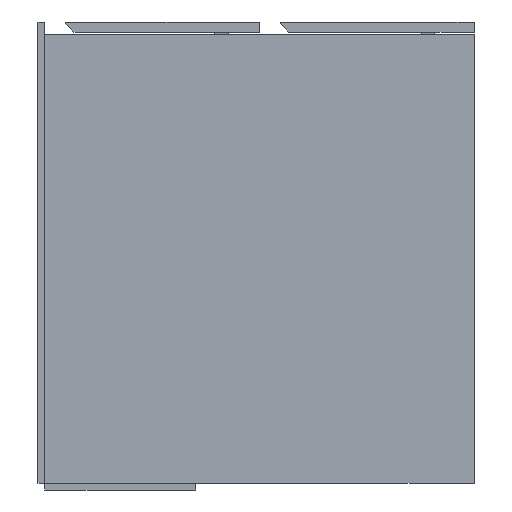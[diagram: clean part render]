
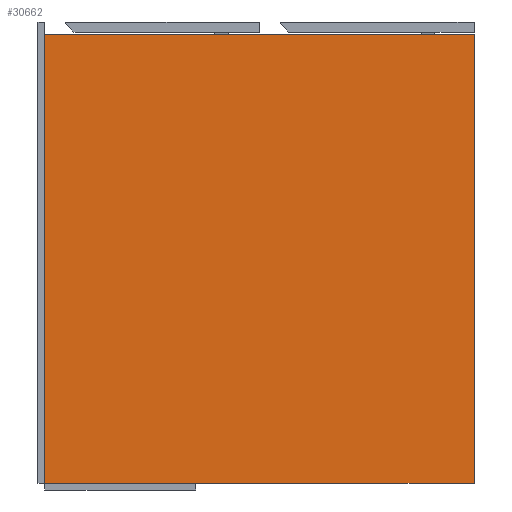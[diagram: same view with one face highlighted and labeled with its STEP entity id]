
A CAD part, left-side view. The second image highlights one B-rep face of the part: STEP entity #30662.
In plain terms, the highlighted planar face has unit normal (-1, 0, 0).
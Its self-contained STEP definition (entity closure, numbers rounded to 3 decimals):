
#264 = DIRECTION ( 'NONE',  ( 0., 0., -1. ) ) ;
#2402 = FACE_OUTER_BOUND ( 'NONE', #19932, .T. ) ;
#3626 = CARTESIAN_POINT ( 'NONE',  ( 2., 1047.337, -550. ) ) ;
#13817 = CARTESIAN_POINT ( 'NONE',  ( 2., 0., -550. ) ) ;
#15963 = ORIENTED_EDGE ( 'NONE', *, *, #52656, .T. ) ;
#19320 = LINE ( 'NONE', #43092, #86449 ) ;
#19932 = EDGE_LOOP ( 'NONE', ( #111697, #90409, #15963, #95478 ) ) ;
#30377 = VERTEX_POINT ( 'NONE', #123596 ) ;
#30662 = ADVANCED_FACE ( 'NONE', ( #2402 ), #43531, .F. ) ;
#30921 = VECTOR ( 'NONE', #58496, 1000. ) ;
#33958 = DIRECTION ( 'NONE',  ( 0., -1., 0. ) ) ;
#35380 = CARTESIAN_POINT ( 'NONE',  ( 2., 0., -15. ) ) ;
#36154 = LINE ( 'NONE', #13817, #30921 ) ;
#37835 = EDGE_CURVE ( 'NONE', #30377, #75449, #134222, .T. ) ;
#43092 = CARTESIAN_POINT ( 'NONE',  ( 2., 512., -550. ) ) ;
#43531 = PLANE ( 'NONE',  #53789 ) ;
#52656 = EDGE_CURVE ( 'NONE', #75449, #141656, #36154, .T. ) ;
#53789 = AXIS2_PLACEMENT_3D ( 'NONE', #55783, #99104, #264 ) ;
#54419 = VECTOR ( 'NONE', #74526, 1000. ) ;
#55783 = CARTESIAN_POINT ( 'NONE',  ( 2., 1047.337, -550. ) ) ;
#58496 = DIRECTION ( 'NONE',  ( 0., 0., 1. ) ) ;
#74526 = DIRECTION ( 'NONE',  ( 0., -1., 0. ) ) ;
#75449 = VERTEX_POINT ( 'NONE', #80150 ) ;
#75590 = CARTESIAN_POINT ( 'NONE',  ( 2., 512., -15. ) ) ;
#80150 = CARTESIAN_POINT ( 'NONE',  ( 2., 0., -550. ) ) ;
#86449 = VECTOR ( 'NONE', #95806, 1000. ) ;
#90409 = ORIENTED_EDGE ( 'NONE', *, *, #37835, .T. ) ;
#94763 = LINE ( 'NONE', #140178, #54419 ) ;
#94837 = EDGE_CURVE ( 'NONE', #120546, #141656, #94763, .T. ) ;
#95478 = ORIENTED_EDGE ( 'NONE', *, *, #94837, .F. ) ;
#95806 = DIRECTION ( 'NONE',  ( 0., 0., 1. ) ) ;
#97631 = VECTOR ( 'NONE', #33958, 1000. ) ;
#99104 = DIRECTION ( 'NONE',  ( 1., 0., 0. ) ) ;
#111697 = ORIENTED_EDGE ( 'NONE', *, *, #121607, .F. ) ;
#120546 = VERTEX_POINT ( 'NONE', #75590 ) ;
#121607 = EDGE_CURVE ( 'NONE', #30377, #120546, #19320, .T. ) ;
#123596 = CARTESIAN_POINT ( 'NONE',  ( 2., 512., -550. ) ) ;
#134222 = LINE ( 'NONE', #3626, #97631 ) ;
#140178 = CARTESIAN_POINT ( 'NONE',  ( 2., 1047.337, -15. ) ) ;
#141656 = VERTEX_POINT ( 'NONE', #35380 ) ;
